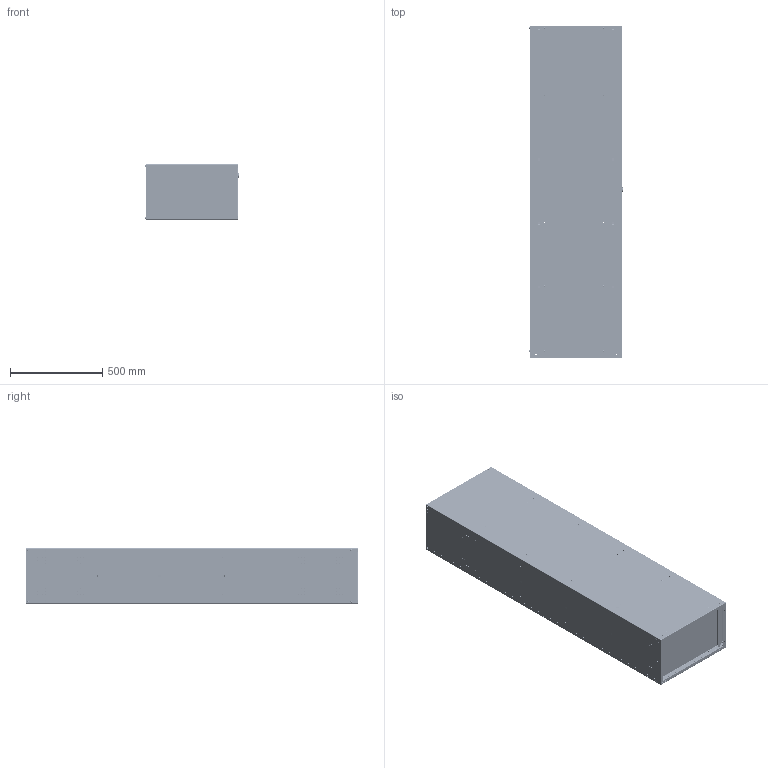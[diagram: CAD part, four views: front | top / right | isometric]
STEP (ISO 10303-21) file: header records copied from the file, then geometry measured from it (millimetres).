
FILE_DESCRIPTION (( 'STEP AP214' ), '1' );
FILE_NAME ('#2019.STEP', '2024-03-05T10:21:57', ( '' ), ( '' ), 'SwSTEP 2.0', 'SolidWorks 2023', '' );
FILE_SCHEMA (( 'AUTOMOTIVE_DESIGN' ));
Length unit declared in the file: millimetre
Products named in the file (18): 04802411; 04802409; BURG_kulatý_58mm; #2019; MOSS_005487000002; 04802403; 08201812; BURG_kulatý_bez_jazýčku; 04802402; 04802405; 14650 - zarážecí spona; 04802410; 04800615; 04802401; 08201811; 04802404; BURG_jazýček_58mm; Vrut_4,8 x 9,5 - CH_ST4,8x9,5-C-H
Assembly tree (40 placements, depth 3):
  #2019
    04802401
    04802404
    04802403  x3
    04802405
    04800615  x2
    MOSS_005487000002
    04802409
      04802410  x2
      04802411  x2
    04802402
    08201811
    08201812
    BURG_kulatý_58mm
      BURG_kulatý_bez_jazýčku
      BURG_jazýček_58mm
    14650 - zarážecí spona  x16
    Vrut_4,8 x 9,5 - CH_ST4,8x9,5-C-H  x4
Bounding box: 509.26 x 1800 x 303.11 mm (x, y, z)
Volume: 2657779.9 mm3; surface area: 9188691.6 mm2
Topology: 39 solids, 40 shells, 3687 faces, 11246 edges, 7630 vertices
Faces by surface type: cylinder 1833, plane 1163, bspline 642, cone 27, sphere 20, torus 2
Full cylindrical faces by diameter (mm): 3.5 x6, 4.1 x154, 4.2 x2, 6 x4, 6.2 x1, 6.5 x8, 8 x1264, 9.5 x6, 10 x1, 16 x5, 17 x1, 24 x1
Entity records: 99607 total; most frequent: CARTESIAN_POINT 26181, DIRECTION 14221, ORIENTED_EDGE 12858, EDGE_LOOP 7240, EDGE_CURVE 6429, AXIS2_PLACEMENT_3D 5909, VERTEX_POINT 4975, FACE_OUTER_BOUND 4324
